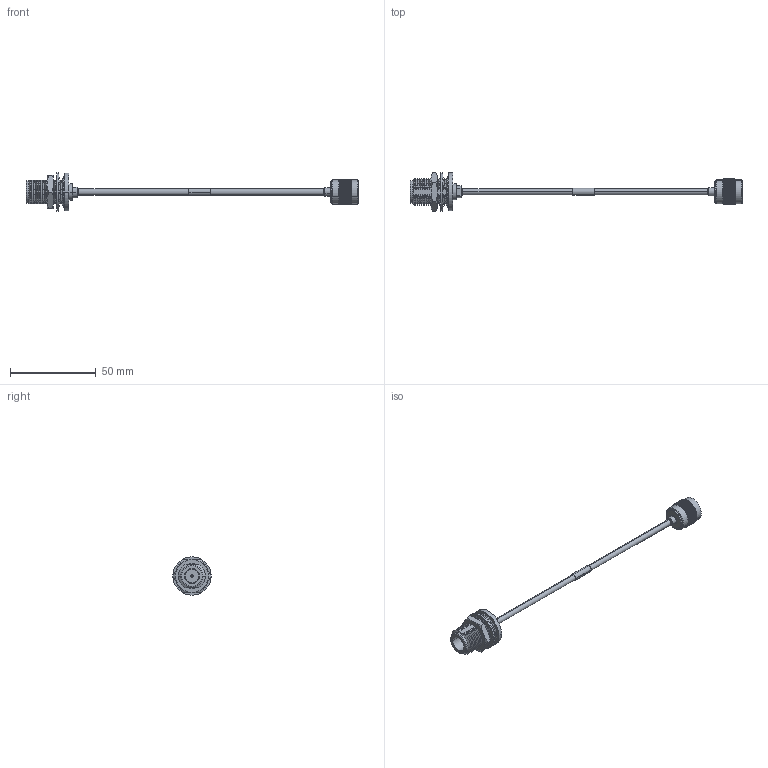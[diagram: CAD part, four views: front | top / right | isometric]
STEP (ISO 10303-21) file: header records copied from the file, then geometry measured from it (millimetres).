
FILE_DESCRIPTION (( 'STEP AP214' ), '1' );
FILE_NAME ('LCCA30456.step', '2020-05-02T09:08:32', ( '' ), ( '' ), 'SwSTEP 2.0', 'SolidWorks 2018', '' );
FILE_SCHEMA (( 'AUTOMOTIVE_DESIGN' ));
Length unit declared in the file: inch
Products named in the file (7): 1AW01-003_.152 ID; solder plug left^LCCA30456; LCCA30456; LCCN3059; LC141TB (141 FORMABLE); solder plug right^LCCA30456; LCCN3057___
Assembly tree (6 placements, depth 2):
  LCCA30456
    LC141TB (141 FORMABLE)
    LCCN3057___
    solder plug left^LCCA30456
    1AW01-003_.152 ID
    LCCN3059
    solder plug right^LCCA30456
Bounding box: 193.31 x 22.35 x 22.35 mm (x, y, z)
Volume: 8600.4 mm3; surface area: 8612.8 mm2
Topology: 10 solids, 11 shells, 2494 faces, 5469 edges, 3007 vertices
Faces by surface type: bspline 1683, cylinder 464, plane 183, cone 144, torus 16, sphere 4
Entity records: 97956 total; most frequent: CARTESIAN_POINT 61423, ORIENTED_EDGE 10938, EDGE_CURVE 5469, DIRECTION 3201, VERTEX_POINT 3007, EDGE_LOOP 2516, ADVANCED_FACE 2494, FACE_OUTER_BOUND 2494
